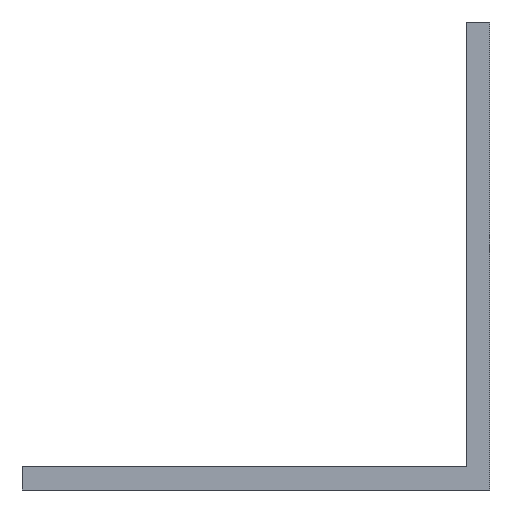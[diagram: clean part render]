
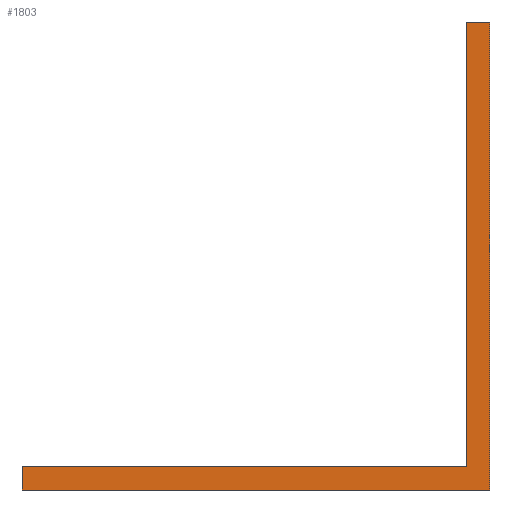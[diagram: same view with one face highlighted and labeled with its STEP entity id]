
A CAD part, left-side view. The second image highlights one B-rep face of the part: STEP entity #1803.
In plain terms, the highlighted planar face has unit normal (-1, 0, 0).
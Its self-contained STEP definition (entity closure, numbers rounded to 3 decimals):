
#73 = PLANE('',#74);
#74 = AXIS2_PLACEMENT_3D('',#75,#76,#77);
#75 = CARTESIAN_POINT('',(-47.645,134.152,-28.9));
#76 = DIRECTION('',(0.,0.,-1.));
#77 = DIRECTION('',(0.,-1.,0.));
#127 = PLANE('',#128);
#128 = AXIS2_PLACEMENT_3D('',#129,#130,#131);
#129 = CARTESIAN_POINT('',(-47.645,108.752,-30.17));
#130 = DIRECTION('',(-0.,0.,1.));
#131 = DIRECTION('',(1.,0.,0.));
#749 = PLANE('',#750);
#750 = AXIS2_PLACEMENT_3D('',#751,#752,#753);
#751 = CARTESIAN_POINT('',(-47.645,108.752,-4.77));
#752 = DIRECTION('',(0.,1.,0.));
#753 = DIRECTION('',(0.,0.,-1.));
#803 = PLANE('',#804);
#804 = AXIS2_PLACEMENT_3D('',#805,#806,#807);
#805 = CARTESIAN_POINT('',(-47.645,110.022,-28.9));
#806 = DIRECTION('',(0.,-1.,0.));
#807 = DIRECTION('',(0.,0.,1.));
#940 = PLANE('',#941);
#941 = AXIS2_PLACEMENT_3D('',#942,#943,#944);
#942 = CARTESIAN_POINT('',(-47.645,110.022,-4.77));
#943 = DIRECTION('',(0.,0.,-1.));
#944 = DIRECTION('',(-1.,0.,0.));
#965 = VERTEX_POINT('',#966);
#966 = CARTESIAN_POINT('',(-47.645,110.022,-4.77));
#987 = EDGE_CURVE('',#988,#965,#990,.T.);
#988 = VERTEX_POINT('',#989);
#989 = CARTESIAN_POINT('',(-47.645,108.752,-4.77));
#990 = SURFACE_CURVE('',#991,(#995,#1002),.PCURVE_S1.);
#991 = LINE('',#992,#993);
#992 = CARTESIAN_POINT('',(-47.645,110.022,-4.77));
#993 = VECTOR('',#994,1.);
#994 = DIRECTION('',(0.,1.,0.));
#995 = PCURVE('',#940,#996);
#996 = DEFINITIONAL_REPRESENTATION('',(#997),#1001);
#997 = LINE('',#998,#999);
#998 = CARTESIAN_POINT('',(0.,0.));
#999 = VECTOR('',#1000,1.);
#1000 = DIRECTION('',(0.,1.));
#1001 = ( GEOMETRIC_REPRESENTATION_CONTEXT(2) 
PARAMETRIC_REPRESENTATION_CONTEXT() REPRESENTATION_CONTEXT('2D SPACE',''
  ) );
#1002 = PCURVE('',#1003,#1008);
#1003 = PLANE('',#1004);
#1004 = AXIS2_PLACEMENT_3D('',#1005,#1006,#1007);
#1005 = CARTESIAN_POINT('',(-47.645,108.752,-30.17));
#1006 = DIRECTION('',(1.,0.,0.));
#1007 = DIRECTION('',(0.,0.,-1.));
#1008 = DEFINITIONAL_REPRESENTATION('',(#1009),#1013);
#1009 = LINE('',#1010,#1011);
#1010 = CARTESIAN_POINT('',(-25.4,1.27));
#1011 = VECTOR('',#1012,1.);
#1012 = DIRECTION('',(0.,1.));
#1013 = ( GEOMETRIC_REPRESENTATION_CONTEXT(2) 
PARAMETRIC_REPRESENTATION_CONTEXT() REPRESENTATION_CONTEXT('2D SPACE',''
  ) );
#1113 = VERTEX_POINT('',#1114);
#1114 = CARTESIAN_POINT('',(-47.645,110.022,-28.9));
#1135 = EDGE_CURVE('',#965,#1113,#1136,.T.);
#1136 = SURFACE_CURVE('',#1137,(#1141,#1148),.PCURVE_S1.);
#1137 = LINE('',#1138,#1139);
#1138 = CARTESIAN_POINT('',(-47.645,110.022,-28.9));
#1139 = VECTOR('',#1140,1.);
#1140 = DIRECTION('',(0.,0.,-1.));
#1141 = PCURVE('',#803,#1142);
#1142 = DEFINITIONAL_REPRESENTATION('',(#1143),#1147);
#1143 = LINE('',#1144,#1145);
#1144 = CARTESIAN_POINT('',(0.,0.));
#1145 = VECTOR('',#1146,1.);
#1146 = DIRECTION('',(-1.,0.));
#1147 = ( GEOMETRIC_REPRESENTATION_CONTEXT(2) 
PARAMETRIC_REPRESENTATION_CONTEXT() REPRESENTATION_CONTEXT('2D SPACE',''
  ) );
#1148 = PCURVE('',#1003,#1149);
#1149 = DEFINITIONAL_REPRESENTATION('',(#1150),#1154);
#1150 = LINE('',#1151,#1152);
#1151 = CARTESIAN_POINT('',(-1.27,1.27));
#1152 = VECTOR('',#1153,1.);
#1153 = DIRECTION('',(1.,0.));
#1154 = ( GEOMETRIC_REPRESENTATION_CONTEXT(2) 
PARAMETRIC_REPRESENTATION_CONTEXT() REPRESENTATION_CONTEXT('2D SPACE',''
  ) );
#1342 = VERTEX_POINT('',#1343);
#1343 = CARTESIAN_POINT('',(-47.645,134.152,-28.9));
#1357 = PLANE('',#1358);
#1358 = AXIS2_PLACEMENT_3D('',#1359,#1360,#1361);
#1359 = CARTESIAN_POINT('',(-47.645,134.152,-30.17));
#1360 = DIRECTION('',(0.,-1.,0.));
#1361 = DIRECTION('',(0.,0.,1.));
#1369 = EDGE_CURVE('',#1113,#1342,#1370,.T.);
#1370 = SURFACE_CURVE('',#1371,(#1375,#1382),.PCURVE_S1.);
#1371 = LINE('',#1372,#1373);
#1372 = CARTESIAN_POINT('',(-47.645,134.152,-28.9));
#1373 = VECTOR('',#1374,1.);
#1374 = DIRECTION('',(0.,1.,0.));
#1375 = PCURVE('',#73,#1376);
#1376 = DEFINITIONAL_REPRESENTATION('',(#1377),#1381);
#1377 = LINE('',#1378,#1379);
#1378 = CARTESIAN_POINT('',(0.,0.));
#1379 = VECTOR('',#1380,1.);
#1380 = DIRECTION('',(-1.,0.));
#1381 = ( GEOMETRIC_REPRESENTATION_CONTEXT(2) 
PARAMETRIC_REPRESENTATION_CONTEXT() REPRESENTATION_CONTEXT('2D SPACE',''
  ) );
#1382 = PCURVE('',#1003,#1383);
#1383 = DEFINITIONAL_REPRESENTATION('',(#1384),#1388);
#1384 = LINE('',#1385,#1386);
#1385 = CARTESIAN_POINT('',(-1.27,25.4));
#1386 = VECTOR('',#1387,1.);
#1387 = DIRECTION('',(0.,1.));
#1388 = ( GEOMETRIC_REPRESENTATION_CONTEXT(2) 
PARAMETRIC_REPRESENTATION_CONTEXT() REPRESENTATION_CONTEXT('2D SPACE',''
  ) );
#1418 = VERTEX_POINT('',#1419);
#1419 = CARTESIAN_POINT('',(-47.645,134.152,-30.17));
#1440 = EDGE_CURVE('',#1342,#1418,#1441,.T.);
#1441 = SURFACE_CURVE('',#1442,(#1446,#1453),.PCURVE_S1.);
#1442 = LINE('',#1443,#1444);
#1443 = CARTESIAN_POINT('',(-47.645,134.152,-30.17));
#1444 = VECTOR('',#1445,1.);
#1445 = DIRECTION('',(0.,0.,-1.));
#1446 = PCURVE('',#1357,#1447);
#1447 = DEFINITIONAL_REPRESENTATION('',(#1448),#1452);
#1448 = LINE('',#1449,#1450);
#1449 = CARTESIAN_POINT('',(0.,0.));
#1450 = VECTOR('',#1451,1.);
#1451 = DIRECTION('',(-1.,0.));
#1452 = ( GEOMETRIC_REPRESENTATION_CONTEXT(2) 
PARAMETRIC_REPRESENTATION_CONTEXT() REPRESENTATION_CONTEXT('2D SPACE',''
  ) );
#1453 = PCURVE('',#1003,#1454);
#1454 = DEFINITIONAL_REPRESENTATION('',(#1455),#1459);
#1455 = LINE('',#1456,#1457);
#1456 = CARTESIAN_POINT('',(0.,25.4));
#1457 = VECTOR('',#1458,1.);
#1458 = DIRECTION('',(1.,0.));
#1459 = ( GEOMETRIC_REPRESENTATION_CONTEXT(2) 
PARAMETRIC_REPRESENTATION_CONTEXT() REPRESENTATION_CONTEXT('2D SPACE',''
  ) );
#1655 = VERTEX_POINT('',#1656);
#1656 = CARTESIAN_POINT('',(-47.645,108.752,-30.17));
#1677 = EDGE_CURVE('',#1418,#1655,#1678,.T.);
#1678 = SURFACE_CURVE('',#1679,(#1683,#1690),.PCURVE_S1.);
#1679 = LINE('',#1680,#1681);
#1680 = CARTESIAN_POINT('',(-47.645,108.752,-30.17));
#1681 = VECTOR('',#1682,1.);
#1682 = DIRECTION('',(0.,-1.,0.));
#1683 = PCURVE('',#127,#1684);
#1684 = DEFINITIONAL_REPRESENTATION('',(#1685),#1689);
#1685 = LINE('',#1686,#1687);
#1686 = CARTESIAN_POINT('',(0.,0.));
#1687 = VECTOR('',#1688,1.);
#1688 = DIRECTION('',(0.,-1.));
#1689 = ( GEOMETRIC_REPRESENTATION_CONTEXT(2) 
PARAMETRIC_REPRESENTATION_CONTEXT() REPRESENTATION_CONTEXT('2D SPACE',''
  ) );
#1690 = PCURVE('',#1003,#1691);
#1691 = DEFINITIONAL_REPRESENTATION('',(#1692),#1696);
#1692 = LINE('',#1693,#1694);
#1693 = CARTESIAN_POINT('',(0.,0.));
#1694 = VECTOR('',#1695,1.);
#1695 = DIRECTION('',(0.,-1.));
#1696 = ( GEOMETRIC_REPRESENTATION_CONTEXT(2) 
PARAMETRIC_REPRESENTATION_CONTEXT() REPRESENTATION_CONTEXT('2D SPACE',''
  ) );
#1782 = EDGE_CURVE('',#1655,#988,#1783,.T.);
#1783 = SURFACE_CURVE('',#1784,(#1788,#1795),.PCURVE_S1.);
#1784 = LINE('',#1785,#1786);
#1785 = CARTESIAN_POINT('',(-47.645,108.752,-4.77));
#1786 = VECTOR('',#1787,1.);
#1787 = DIRECTION('',(0.,0.,1.));
#1788 = PCURVE('',#749,#1789);
#1789 = DEFINITIONAL_REPRESENTATION('',(#1790),#1794);
#1790 = LINE('',#1791,#1792);
#1791 = CARTESIAN_POINT('',(0.,0.));
#1792 = VECTOR('',#1793,1.);
#1793 = DIRECTION('',(-1.,0.));
#1794 = ( GEOMETRIC_REPRESENTATION_CONTEXT(2) 
PARAMETRIC_REPRESENTATION_CONTEXT() REPRESENTATION_CONTEXT('2D SPACE',''
  ) );
#1795 = PCURVE('',#1003,#1796);
#1796 = DEFINITIONAL_REPRESENTATION('',(#1797),#1801);
#1797 = LINE('',#1798,#1799);
#1798 = CARTESIAN_POINT('',(-25.4,0.));
#1799 = VECTOR('',#1800,1.);
#1800 = DIRECTION('',(-1.,0.));
#1801 = ( GEOMETRIC_REPRESENTATION_CONTEXT(2) 
PARAMETRIC_REPRESENTATION_CONTEXT() REPRESENTATION_CONTEXT('2D SPACE',''
  ) );
#1803 = ADVANCED_FACE('',(#1804),#1003,.F.);
#1804 = FACE_BOUND('',#1805,.T.);
#1805 = EDGE_LOOP('',(#1806,#1807,#1808,#1809,#1810,#1811));
#1806 = ORIENTED_EDGE('',*,*,#987,.T.);
#1807 = ORIENTED_EDGE('',*,*,#1135,.T.);
#1808 = ORIENTED_EDGE('',*,*,#1369,.T.);
#1809 = ORIENTED_EDGE('',*,*,#1440,.T.);
#1810 = ORIENTED_EDGE('',*,*,#1677,.T.);
#1811 = ORIENTED_EDGE('',*,*,#1782,.T.);
